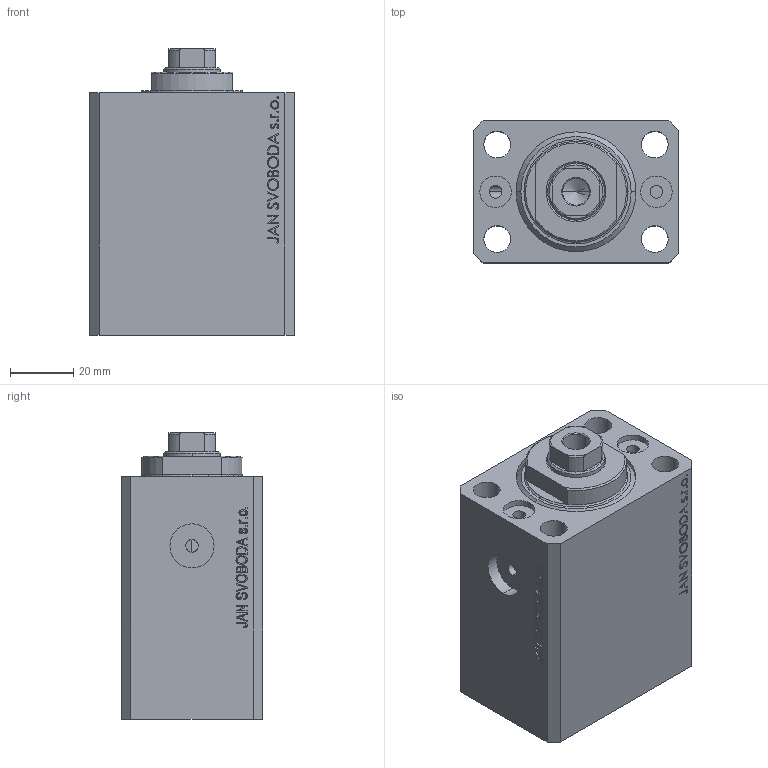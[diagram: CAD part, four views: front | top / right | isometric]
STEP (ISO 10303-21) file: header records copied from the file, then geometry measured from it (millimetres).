
FILE_DESCRIPTION (( 'STEP AP203' ), '1' );
FILE_NAME ('c7c3.STEP', '2022-04-09T16:19:12', ( '' ), ( '' ), 'SwSTEP 2.0', 'SolidWorks 2019', '' );
FILE_SCHEMA (( 'CONFIG_CONTROL_DESIGN' ));
Length unit declared in the file: millimetre
Products named in the file (4): c7c3; V250CE_C_VCP 02c3a1e67cd5b4df451013a06e92e3e9; V250CE_VC_C 02c3a1e67cd5b4df451013a06e92e3e9; V250CE_C_Body 02c3a1e67cd5b4df451013a06e92e3e9
Assembly tree (3 placements, depth 2):
  c7c3
    V250CE_C_Body 02c3a1e67cd5b4df451013a06e92e3e9
    V250CE_C_VCP 02c3a1e67cd5b4df451013a06e92e3e9
    V250CE_VC_C 02c3a1e67cd5b4df451013a06e92e3e9
Bounding box: 65 x 45 x 90.9 mm (x, y, z)
Volume: 203827.6 mm3; surface area: 52497 mm2
Topology: 3 solids, 3 shells, 863 faces, 2241 edges, 1485 vertices
Faces by surface type: plane 427, bspline 374, cylinder 44, cone 12, torus 6
Entity records: 44495 total; most frequent: CARTESIAN_POINT 25431, ORIENTED_EDGE 4478, DIRECTION 2567, EDGE_CURVE 2239, VERTEX_POINT 1485, VECTOR 1361, LINE 1361, EDGE_LOOP 982
